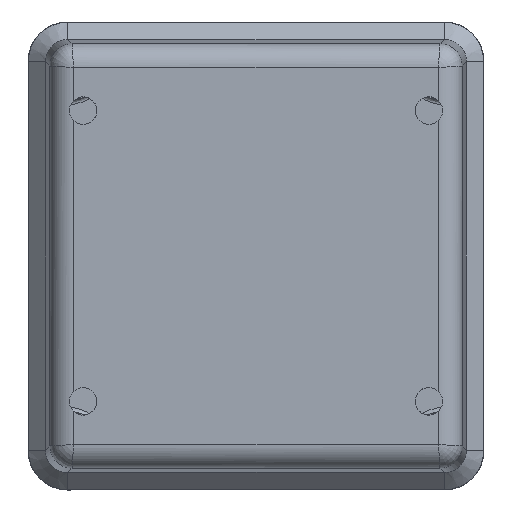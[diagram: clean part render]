
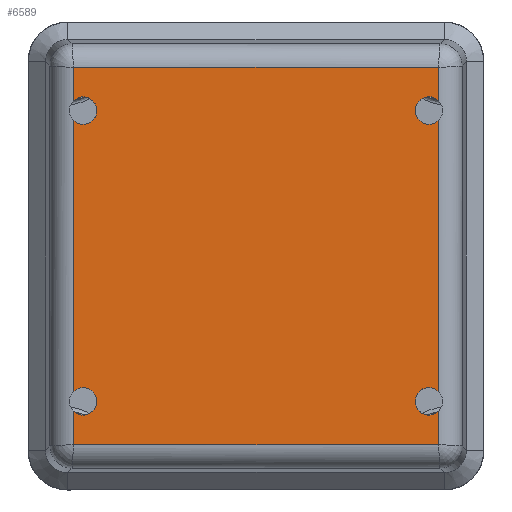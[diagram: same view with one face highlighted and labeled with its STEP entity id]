
A CAD part, front view. The second image highlights one B-rep face of the part: STEP entity #6589.
In plain terms, the highlighted planar face has unit normal (0, -1, 0).
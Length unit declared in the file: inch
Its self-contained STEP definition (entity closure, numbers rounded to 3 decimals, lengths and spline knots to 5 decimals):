
#275 = ORIENTED_EDGE ( 'NONE', *, *, #6155, .F. ) ;
#482 = EDGE_CURVE ( 'NONE', #18555, #9626, #1965, .T. ) ;
#739 = CARTESIAN_POINT ( 'NONE',  ( -1.45087, 0., -1.49902 ) ) ;
#740 = ORIENTED_EDGE ( 'NONE', *, *, #7850, .F. ) ;
#895 = VECTOR ( 'NONE', #3744, 39.37008 ) ;
#917 = VERTEX_POINT ( 'NONE', #14132 ) ;
#957 = CARTESIAN_POINT ( 'NONE',  ( 1.45087, 0., 1.23503 ) ) ;
#1122 = DIRECTION ( 'NONE',  ( 0., 0., 1. ) ) ;
#1266 = VERTEX_POINT ( 'NONE', #957 ) ;
#1543 = LINE ( 'NONE', #16146, #6736 ) ;
#1964 = EDGE_CURVE ( 'NONE', #9626, #15772, #8926, .T. ) ;
#1965 = CIRCLE ( 'NONE', #15857, 0.10937 ) ;
#2079 = ORIENTED_EDGE ( 'NONE', *, *, #3214, .F. ) ;
#2267 = CIRCLE ( 'NONE', #3456, 0.10937 ) ;
#2760 = ORIENTED_EDGE ( 'NONE', *, *, #1964, .F. ) ;
#2930 = DIRECTION ( 'NONE',  ( 0., 0., -1. ) ) ;
#2944 = DIRECTION ( 'NONE',  ( 0., 1., 0. ) ) ;
#3069 = VECTOR ( 'NONE', #12470, 39.37008 ) ;
#3154 = VERTEX_POINT ( 'NONE', #7257 ) ;
#3214 = EDGE_CURVE ( 'NONE', #19108, #13415, #1543, .T. ) ;
#3368 = AXIS2_PLACEMENT_3D ( 'NONE', #6158, #7533, #16659 ) ;
#3373 = ORIENTED_EDGE ( 'NONE', *, *, #18330, .F. ) ;
#3453 = CARTESIAN_POINT ( 'NONE',  ( 1.45087, 0., -1.23503 ) ) ;
#3456 = AXIS2_PLACEMENT_3D ( 'NONE', #19062, #4144, #7189 ) ;
#3744 = DIRECTION ( 'NONE',  ( 1., 0., 0. ) ) ;
#3846 = VECTOR ( 'NONE', #17224, 39.37008 ) ;
#4144 = DIRECTION ( 'NONE',  ( 0., -1., 0. ) ) ;
#4392 = DIRECTION ( 'NONE',  ( 0., 0., 1. ) ) ;
#4503 = CARTESIAN_POINT ( 'NONE',  ( 1.45087, 0., 0. ) ) ;
#4727 = CARTESIAN_POINT ( 'NONE',  ( 1.45087, 0., 0. ) ) ;
#4896 = DIRECTION ( 'NONE',  ( 0., 0., 1. ) ) ;
#4975 = CARTESIAN_POINT ( 'NONE',  ( 1.45087, 0., 0. ) ) ;
#5089 = ORIENTED_EDGE ( 'NONE', *, *, #12686, .F. ) ;
#5616 = VECTOR ( 'NONE', #9565, 39.37008 ) ;
#5753 = ORIENTED_EDGE ( 'NONE', *, *, #482, .F. ) ;
#5988 = LINE ( 'NONE', #8026, #3846 ) ;
#6117 = DIRECTION ( 'NONE',  ( 1., 0., 0. ) ) ;
#6155 = EDGE_CURVE ( 'NONE', #3154, #17772, #12960, .T. ) ;
#6158 = CARTESIAN_POINT ( 'NONE',  ( 1.375, 0., 1.15625 ) ) ;
#6513 = CARTESIAN_POINT ( 'NONE',  ( -1.45087, 0., 1.07747 ) ) ;
#6589 = ADVANCED_FACE ( 'NONE', ( #7754 ), #14984, .F. ) ;
#6736 = VECTOR ( 'NONE', #1122, 39.37008 ) ;
#6754 = EDGE_CURVE ( 'NONE', #8338, #8920, #14309, .T. ) ;
#6895 = CIRCLE ( 'NONE', #3368, 0.10937 ) ;
#7189 = DIRECTION ( 'NONE',  ( 1., 0., 0. ) ) ;
#7231 = ORIENTED_EDGE ( 'NONE', *, *, #7964, .F. ) ;
#7257 = CARTESIAN_POINT ( 'NONE',  ( 1.45087, 0., -1.49902 ) ) ;
#7533 = DIRECTION ( 'NONE',  ( 0., -1., 0. ) ) ;
#7677 = DIRECTION ( 'NONE',  ( 0., -1., 0. ) ) ;
#7754 = FACE_OUTER_BOUND ( 'NONE', #11915, .T. ) ;
#7850 = EDGE_CURVE ( 'NONE', #917, #1266, #13991, .T. ) ;
#7946 = DIRECTION ( 'NONE',  ( 0., 0., -1. ) ) ;
#7964 = EDGE_CURVE ( 'NONE', #14907, #3154, #12586, .T. ) ;
#8026 = CARTESIAN_POINT ( 'NONE',  ( -1.45087, 0., 0. ) ) ;
#8338 = VERTEX_POINT ( 'NONE', #10620 ) ;
#8920 = VERTEX_POINT ( 'NONE', #14108 ) ;
#8926 = LINE ( 'NONE', #17065, #5616 ) ;
#9248 = DIRECTION ( 'NONE',  ( 0., 0., -1. ) ) ;
#9518 = VECTOR ( 'NONE', #9248, 39.37008 ) ;
#9565 = DIRECTION ( 'NONE',  ( 0., 0., 1. ) ) ;
#9624 = CARTESIAN_POINT ( 'NONE',  ( -1.45087, 0., -1.07747 ) ) ;
#9626 = VERTEX_POINT ( 'NONE', #9624 ) ;
#10032 = ORIENTED_EDGE ( 'NONE', *, *, #13172, .F. ) ;
#10620 = CARTESIAN_POINT ( 'NONE',  ( 1.45087, 0., 1.07747 ) ) ;
#10823 = LINE ( 'NONE', #14208, #895 ) ;
#11066 = DIRECTION ( 'NONE',  ( 0., -1., 0. ) ) ;
#11700 = ORIENTED_EDGE ( 'NONE', *, *, #16470, .F. ) ;
#11802 = CARTESIAN_POINT ( 'NONE',  ( 0., 0., -1.49902 ) ) ;
#11910 = AXIS2_PLACEMENT_3D ( 'NONE', #12235, #7677, #6117 ) ;
#11915 = EDGE_LOOP ( 'NONE', ( #15292, #3373, #740, #15904, #2079, #11700, #2760, #5753, #10032, #275, #7231, #5089 ) ) ;
#12235 = CARTESIAN_POINT ( 'NONE',  ( 1.375, 0., -1.15625 ) ) ;
#12470 = DIRECTION ( 'NONE',  ( -1., 0., 0. ) ) ;
#12586 = LINE ( 'NONE', #4975, #9518 ) ;
#12673 = VECTOR ( 'NONE', #7946, 39.37008 ) ;
#12686 = EDGE_CURVE ( 'NONE', #8920, #14907, #15899, .T. ) ;
#12707 = CARTESIAN_POINT ( 'NONE',  ( -1.375, 0., -1.15625 ) ) ;
#12960 = LINE ( 'NONE', #11802, #3069 ) ;
#13172 = EDGE_CURVE ( 'NONE', #17772, #18555, #5988, .T. ) ;
#13415 = VERTEX_POINT ( 'NONE', #14735 ) ;
#13517 = AXIS2_PLACEMENT_3D ( 'NONE', #13666, #2944, #4392 ) ;
#13666 = CARTESIAN_POINT ( 'NONE',  ( 0., 0., 0. ) ) ;
#13991 = LINE ( 'NONE', #4503, #18657 ) ;
#14108 = CARTESIAN_POINT ( 'NONE',  ( 1.45087, 0., -1.07747 ) ) ;
#14132 = CARTESIAN_POINT ( 'NONE',  ( 1.45087, 0., 1.49902 ) ) ;
#14208 = CARTESIAN_POINT ( 'NONE',  ( 0., 0., 1.49902 ) ) ;
#14309 = LINE ( 'NONE', #4727, #12673 ) ;
#14735 = CARTESIAN_POINT ( 'NONE',  ( -1.45087, 0., 1.49902 ) ) ;
#14907 = VERTEX_POINT ( 'NONE', #3453 ) ;
#14984 = PLANE ( 'NONE',  #13517 ) ;
#15292 = ORIENTED_EDGE ( 'NONE', *, *, #6754, .F. ) ;
#15772 = VERTEX_POINT ( 'NONE', #6513 ) ;
#15857 = AXIS2_PLACEMENT_3D ( 'NONE', #12707, #11066, #4896 ) ;
#15899 = CIRCLE ( 'NONE', #11910, 0.10937 ) ;
#15904 = ORIENTED_EDGE ( 'NONE', *, *, #18792, .F. ) ;
#16146 = CARTESIAN_POINT ( 'NONE',  ( -1.45087, 0., 0. ) ) ;
#16470 = EDGE_CURVE ( 'NONE', #15772, #19108, #2267, .T. ) ;
#16612 = CARTESIAN_POINT ( 'NONE',  ( -1.45087, 0., 1.23503 ) ) ;
#16659 = DIRECTION ( 'NONE',  ( 0., 0., 1. ) ) ;
#16853 = CARTESIAN_POINT ( 'NONE',  ( -1.45087, 0., -1.23503 ) ) ;
#17065 = CARTESIAN_POINT ( 'NONE',  ( -1.45087, 0., 0. ) ) ;
#17224 = DIRECTION ( 'NONE',  ( 0., 0., 1. ) ) ;
#17772 = VERTEX_POINT ( 'NONE', #739 ) ;
#18330 = EDGE_CURVE ( 'NONE', #1266, #8338, #6895, .T. ) ;
#18555 = VERTEX_POINT ( 'NONE', #16853 ) ;
#18657 = VECTOR ( 'NONE', #2930, 39.37008 ) ;
#18792 = EDGE_CURVE ( 'NONE', #13415, #917, #10823, .T. ) ;
#19062 = CARTESIAN_POINT ( 'NONE',  ( -1.375, 0., 1.15625 ) ) ;
#19108 = VERTEX_POINT ( 'NONE', #16612 ) ;
